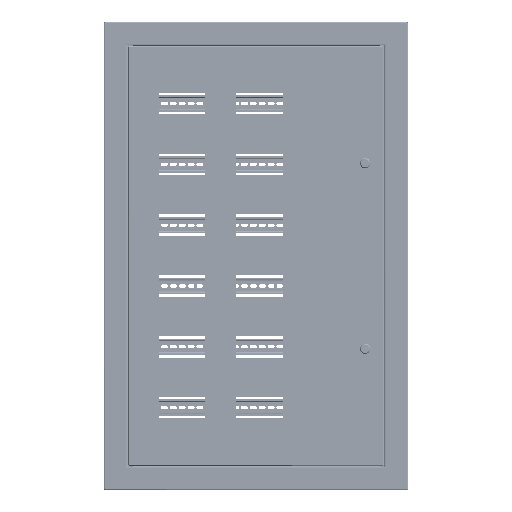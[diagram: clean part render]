
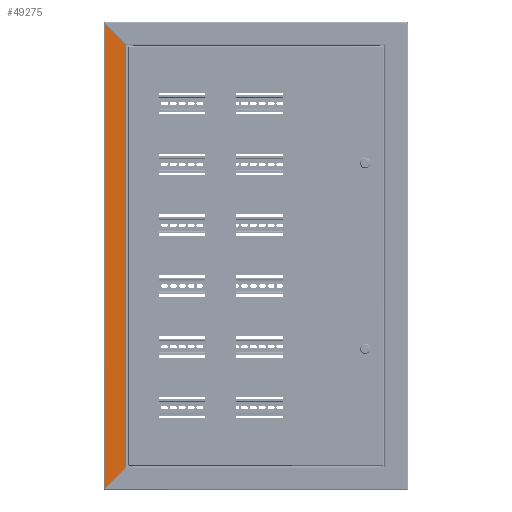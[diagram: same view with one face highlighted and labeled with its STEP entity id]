
A CAD part, top view. The second image highlights one B-rep face of the part: STEP entity #49275.
In plain terms, the highlighted face is planar.
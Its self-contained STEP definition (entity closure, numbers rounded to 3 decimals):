
#2025 = AXIS2_PLACEMENT_3D ( 'NONE', #3888, #41028, #34411 ) ;
#3888 = CARTESIAN_POINT ( 'NONE',  ( 0., 1000., -1. ) ) ;
#3946 = EDGE_CURVE ( 'NONE', #37534, #50168, #55393, .T. ) ;
#14429 = CARTESIAN_POINT ( 'NONE',  ( -48., 2., -1. ) ) ;
#18264 = DIRECTION ( 'NONE',  ( 0., -1., 0. ) ) ;
#20566 = DIRECTION ( 'NONE',  ( 0.707, 0.707, 0. ) ) ;
#22868 = FACE_OUTER_BOUND ( 'NONE', #74799, .T. ) ;
#25195 = VECTOR ( 'NONE', #18264, 1000. ) ;
#25344 = ORIENTED_EDGE ( 'NONE', *, *, #47799, .F. ) ;
#29628 = VERTEX_POINT ( 'NONE', #14429 ) ;
#30974 = LINE ( 'NONE', #73870, #77243 ) ;
#32530 = CARTESIAN_POINT ( 'NONE',  ( -50., 0., -1. ) ) ;
#33699 = CARTESIAN_POINT ( 'NONE',  ( -48., 998., -1. ) ) ;
#33819 = CARTESIAN_POINT ( 'NONE',  ( -25., 975., -1. ) ) ;
#34224 = LINE ( 'NONE', #33819, #77827 ) ;
#34411 = DIRECTION ( 'NONE',  ( 1., 0., 0. ) ) ;
#37219 = VERTEX_POINT ( 'NONE', #33699 ) ;
#37534 = VERTEX_POINT ( 'NONE', #51651 ) ;
#37912 = EDGE_CURVE ( 'NONE', #37219, #37534, #34224, .T. ) ;
#39526 = LINE ( 'NONE', #32530, #70479 ) ;
#41028 = DIRECTION ( 'NONE',  ( 0., 0., 1. ) ) ;
#47799 = EDGE_CURVE ( 'NONE', #29628, #50168, #39526, .T. ) ;
#49275 = ADVANCED_FACE ( 'NONE', ( #22868 ), #54200, .F. ) ;
#50168 = VERTEX_POINT ( 'NONE', #53065 ) ;
#51083 = EDGE_CURVE ( 'NONE', #29628, #37219, #30974, .T. ) ;
#51651 = CARTESIAN_POINT ( 'NONE',  ( -2., 952., -1. ) ) ;
#53065 = CARTESIAN_POINT ( 'NONE',  ( -2., 48., -1. ) ) ;
#53615 = DIRECTION ( 'NONE',  ( 0.707, -0.707, 0. ) ) ;
#54200 = PLANE ( 'NONE',  #2025 ) ;
#55393 = LINE ( 'NONE', #80535, #25195 ) ;
#61124 = DIRECTION ( 'NONE',  ( 0., 1., 0. ) ) ;
#63423 = ORIENTED_EDGE ( 'NONE', *, *, #3946, .T. ) ;
#70479 = VECTOR ( 'NONE', #20566, 1000. ) ;
#73813 = ORIENTED_EDGE ( 'NONE', *, *, #51083, .T. ) ;
#73870 = CARTESIAN_POINT ( 'NONE',  ( -48., 0., -1. ) ) ;
#74799 = EDGE_LOOP ( 'NONE', ( #75828, #63423, #25344, #73813 ) ) ;
#75828 = ORIENTED_EDGE ( 'NONE', *, *, #37912, .T. ) ;
#77243 = VECTOR ( 'NONE', #61124, 1000. ) ;
#77827 = VECTOR ( 'NONE', #53615, 1000. ) ;
#80535 = CARTESIAN_POINT ( 'NONE',  ( -2., 1000., -1. ) ) ;
